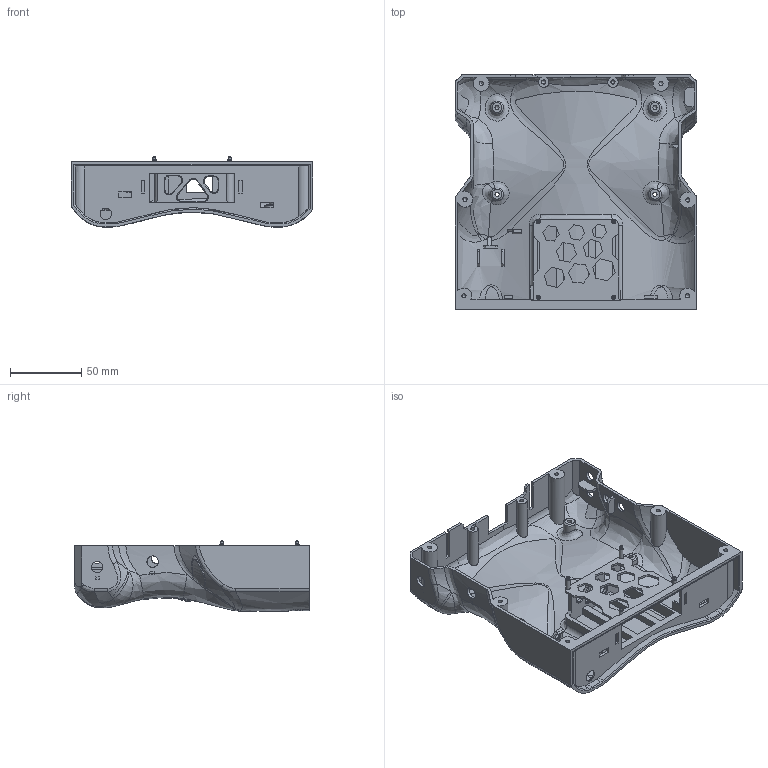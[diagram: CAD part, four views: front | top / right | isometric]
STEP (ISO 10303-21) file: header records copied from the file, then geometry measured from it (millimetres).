
FILE_DESCRIPTION(/* description */ (''),/* implementation_level */ '2;1');
FILE_NAME(/* name */ 'mo1.stp',/* time_stamp */ '2021-01-28T17:32:59+08:00',/* author */ (''),/* organization */ (''),/* preprocessor_version */ 'ST-DEVELOPER v16',/* originating_system */ 'SIEMENS PLM Software NX 10.0',/* authorisation */ '');
FILE_SCHEMA (('CONFIG_CONTROL_DESIGN'));
Length unit declared in the file: millimetre
Products named in the file (1): _model1
Bounding box: 170 x 165 x 49.56 mm (x, y, z)
Volume: 135356.5 mm3; surface area: 116668.2 mm2
Topology: 1 solids, 1 shells, 703 faces, 1917 edges, 1226 vertices
Faces by surface type: plane 356, bspline 128, cylinder 93, extrusion 77, cone 41, sphere 8
Full cylindrical faces by diameter (mm): 2 x4, 2.9 x12, 3 x4, 4.408 x1, 7 x4, 8 x3, 8.9 x2, 10 x1
Entity records: 30273 total; most frequent: CARTESIAN_POINT 14226, ORIENTED_EDGE 3652, DIRECTION 2544, EDGE_CURVE 1826, VERTEX_POINT 1205, VECTOR 1108, LINE 1031, EDGE_LOOP 831
